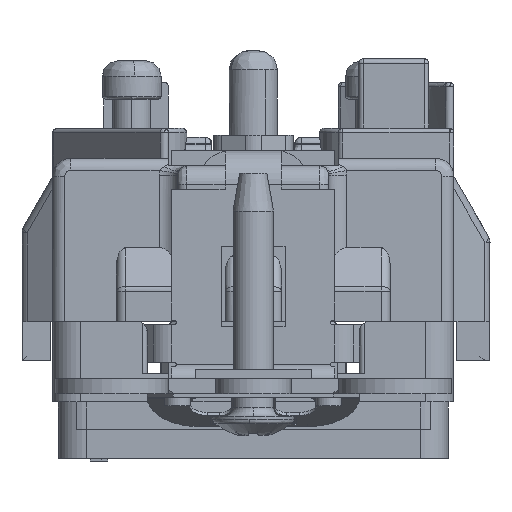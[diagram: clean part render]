
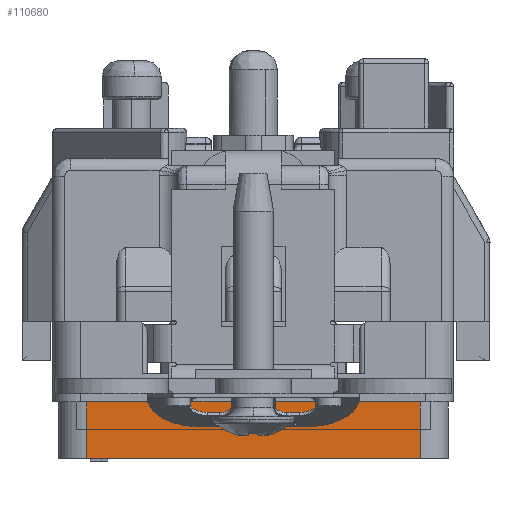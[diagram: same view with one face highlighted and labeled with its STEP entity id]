
A CAD part, front view. The second image highlights one B-rep face of the part: STEP entity #110680.
In plain terms, the highlighted planar face has unit normal (0, -1, 0).
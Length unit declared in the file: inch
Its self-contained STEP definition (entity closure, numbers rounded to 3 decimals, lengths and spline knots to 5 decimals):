
#3347 = EDGE_CURVE ( 'NONE', #82798, #43279, #52320, .T. ) ;
#5564 = DIRECTION ( 'NONE',  ( 0., 0., -1. ) ) ;
#8661 = VERTEX_POINT ( 'NONE', #38134 ) ;
#14598 = DIRECTION ( 'NONE',  ( 1., 0., 0. ) ) ;
#15615 = CARTESIAN_POINT ( 'NONE',  ( 0.552, -1.305, -0.42688 ) ) ;
#16370 = VECTOR ( 'NONE', #5564, 39.37008 ) ;
#19951 = DIRECTION ( 'NONE',  ( 0., 0., -1. ) ) ;
#20110 = EDGE_CURVE ( 'NONE', #43279, #8661, #68543, .T. ) ;
#20763 = VECTOR ( 'NONE', #14598, 39.37008 ) ;
#23328 = LINE ( 'NONE', #15615, #16370 ) ;
#23473 = CARTESIAN_POINT ( 'NONE',  ( -0.55212, -1.305, -0.427 ) ) ;
#23677 = EDGE_CURVE ( 'NONE', #8661, #55723, #23328, .T. ) ;
#33613 = CARTESIAN_POINT ( 'NONE',  ( 0.552, -1.305, -0.614 ) ) ;
#35219 = ORIENTED_EDGE ( 'NONE', *, *, #45844, .F. ) ;
#37658 = DIRECTION ( 'NONE',  ( 0., 1., 0. ) ) ;
#37755 = ORIENTED_EDGE ( 'NONE', *, *, #20110, .F. ) ;
#38134 = CARTESIAN_POINT ( 'NONE',  ( 0.552, -1.305, -0.427 ) ) ;
#42515 = VECTOR ( 'NONE', #43521, 39.37008 ) ;
#43279 = VERTEX_POINT ( 'NONE', #112146 ) ;
#43521 = DIRECTION ( 'NONE',  ( 0., 0., 1. ) ) ;
#45844 = EDGE_CURVE ( 'NONE', #55723, #82798, #46125, .T. ) ;
#46125 = LINE ( 'NONE', #82084, #99887 ) ;
#47137 = CARTESIAN_POINT ( 'NONE',  ( -0.55212, -1.305, -0.42688 ) ) ;
#52320 = LINE ( 'NONE', #98475, #42515 ) ;
#55723 = VERTEX_POINT ( 'NONE', #33613 ) ;
#68543 = LINE ( 'NONE', #23473, #20763 ) ;
#70299 = EDGE_LOOP ( 'NONE', ( #77821, #35219, #82505, #37755 ) ) ;
#75816 = CARTESIAN_POINT ( 'NONE',  ( -0.552, -1.305, -0.614 ) ) ;
#77821 = ORIENTED_EDGE ( 'NONE', *, *, #3347, .F. ) ;
#82084 = CARTESIAN_POINT ( 'NONE',  ( 0.64512, -1.305, -0.614 ) ) ;
#82505 = ORIENTED_EDGE ( 'NONE', *, *, #23677, .F. ) ;
#82512 = PLANE ( 'NONE',  #88782 ) ;
#82798 = VERTEX_POINT ( 'NONE', #75816 ) ;
#88782 = AXIS2_PLACEMENT_3D ( 'NONE', #47137, #37658, #19951 ) ;
#98475 = CARTESIAN_POINT ( 'NONE',  ( -0.552, -1.305, -0.61412 ) ) ;
#99887 = VECTOR ( 'NONE', #100478, 39.37008 ) ;
#100478 = DIRECTION ( 'NONE',  ( -1., 0., 0. ) ) ;
#109781 = FACE_OUTER_BOUND ( 'NONE', #70299, .T. ) ;
#110680 = ADVANCED_FACE ( 'NONE', ( #109781 ), #82512, .F. ) ;
#112146 = CARTESIAN_POINT ( 'NONE',  ( -0.552, -1.305, -0.427 ) ) ;
